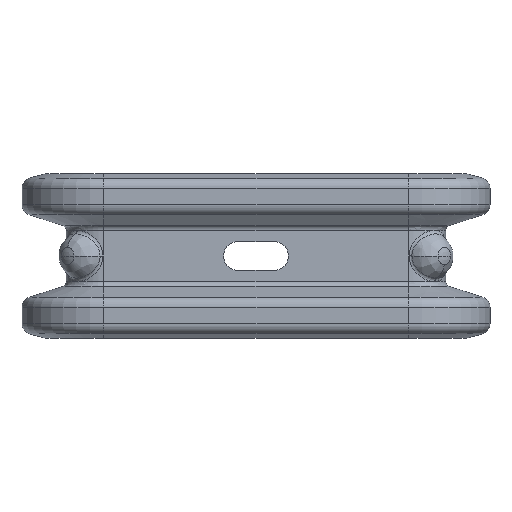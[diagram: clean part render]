
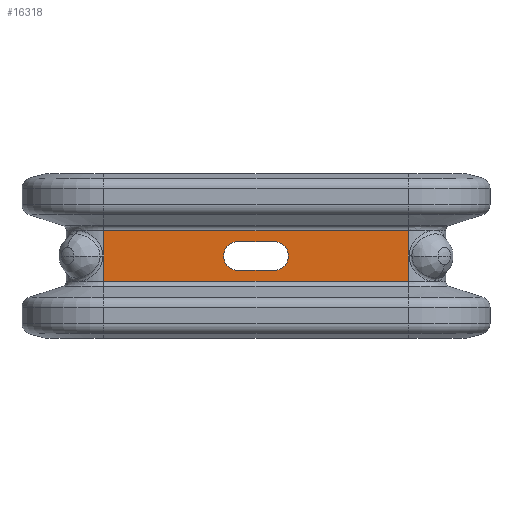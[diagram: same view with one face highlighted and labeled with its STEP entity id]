
A CAD part, left-side view. The second image highlights one B-rep face of the part: STEP entity #16318.
In plain terms, the highlighted planar face has unit normal (-1, 0, 0).
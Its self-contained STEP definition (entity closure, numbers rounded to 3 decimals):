
#4058=DIRECTION('',(0.,1.,0.));
#4059=VECTOR('',#4058,117.);
#4060=CARTESIAN_POINT('',(-157.,31.5,9.8));
#4061=LINE('',#4060,#4059);
#4062=DIRECTION('',(0.,0.,1.));
#4063=VECTOR('',#4062,19.6);
#4064=CARTESIAN_POINT('',(-157.,31.5,-9.8));
#4065=LINE('',#4064,#4063);
#4066=DIRECTION('',(0.,1.,0.));
#4067=VECTOR('',#4066,117.);
#4068=CARTESIAN_POINT('',(-157.,31.5,-9.8));
#4069=LINE('',#4068,#4067);
#4070=DIRECTION('',(0.,1.,0.));
#4071=VECTOR('',#4070,14.);
#4072=CARTESIAN_POINT('',(-157.,83.,5.5));
#4073=LINE('',#4072,#4071);
#4074=CARTESIAN_POINT('',(-157.,97.,0.));
#4075=DIRECTION('',(1.,0.,0.));
#4076=DIRECTION('',(0.,0.,-1.));
#4077=AXIS2_PLACEMENT_3D('',#4074,#4075,#4076);
#4079=DIRECTION('',(0.,-1.,0.));
#4080=VECTOR('',#4079,14.);
#4081=CARTESIAN_POINT('',(-157.,97.,-5.5));
#4082=LINE('',#4081,#4080);
#4083=CARTESIAN_POINT('',(-157.,83.,0.));
#4084=DIRECTION('',(1.,0.,0.));
#4085=DIRECTION('',(0.,0.,1.));
#4086=AXIS2_PLACEMENT_3D('',#4083,#4084,#4085);
#5218=DIRECTION('',(0.,0.,1.));
#5219=VECTOR('',#5218,19.6);
#5220=CARTESIAN_POINT('',(-157.,148.5,-9.8));
#5221=LINE('',#5220,#5219);
#9847=CARTESIAN_POINT('',(-157.,31.5,-9.8));
#9848=VERTEX_POINT('',#9847);
#9849=CARTESIAN_POINT('',(-157.,31.5,9.8));
#9850=VERTEX_POINT('',#9849);
#9875=CARTESIAN_POINT('',(-157.,148.5,-9.8));
#9876=VERTEX_POINT('',#9875);
#9877=CARTESIAN_POINT('',(-157.,148.5,9.8));
#9878=VERTEX_POINT('',#9877);
#10103=CARTESIAN_POINT('',(-157.,83.,5.5));
#10104=CARTESIAN_POINT('',(-157.,97.,5.5));
#10105=VERTEX_POINT('',#10103);
#10106=VERTEX_POINT('',#10104);
#10107=CARTESIAN_POINT('',(-157.,97.,-5.5));
#10108=VERTEX_POINT('',#10107);
#10109=CARTESIAN_POINT('',(-157.,83.,-5.5));
#10110=VERTEX_POINT('',#10109);
#16295=CARTESIAN_POINT('',(-157.,31.5,-9.8));
#16296=DIRECTION('',(-1.,0.,0.));
#16297=DIRECTION('',(0.,0.,1.));
#16298=AXIS2_PLACEMENT_3D('',#16295,#16296,#16297);
#16299=PLANE('',#16298);
#16300=ORIENTED_EDGE('',*,*,#14332,.F.);
#16302=ORIENTED_EDGE('',*,*,#16301,.T.);
#16304=ORIENTED_EDGE('',*,*,#16303,.T.);
#16305=ORIENTED_EDGE('',*,*,#16287,.F.);
#16306=EDGE_LOOP('',(#16300,#16302,#16304,#16305));
#16307=FACE_OUTER_BOUND('',#16306,.F.);
#16309=ORIENTED_EDGE('',*,*,#16308,.T.);
#16311=ORIENTED_EDGE('',*,*,#16310,.F.);
#16313=ORIENTED_EDGE('',*,*,#16312,.T.);
#16315=ORIENTED_EDGE('',*,*,#16314,.F.);
#16316=EDGE_LOOP('',(#16309,#16311,#16313,#16315));
#16317=FACE_BOUND('',#16316,.F.);
#16318=ADVANCED_FACE('',(#16307,#16317),#16299,.T.);
#4078=CIRCLE('',#4077,5.5);
#4087=CIRCLE('',#4086,5.5);
#14332=EDGE_CURVE('',#9848,#9850,#4065,.T.);
#16287=EDGE_CURVE('',#9850,#9878,#4061,.T.);
#16301=EDGE_CURVE('',#9848,#9876,#4069,.T.);
#16303=EDGE_CURVE('',#9876,#9878,#5221,.T.);
#16308=EDGE_CURVE('',#10105,#10106,#4073,.T.);
#16310=EDGE_CURVE('',#10108,#10106,#4078,.T.);
#16312=EDGE_CURVE('',#10108,#10110,#4082,.T.);
#16314=EDGE_CURVE('',#10105,#10110,#4087,.T.);
